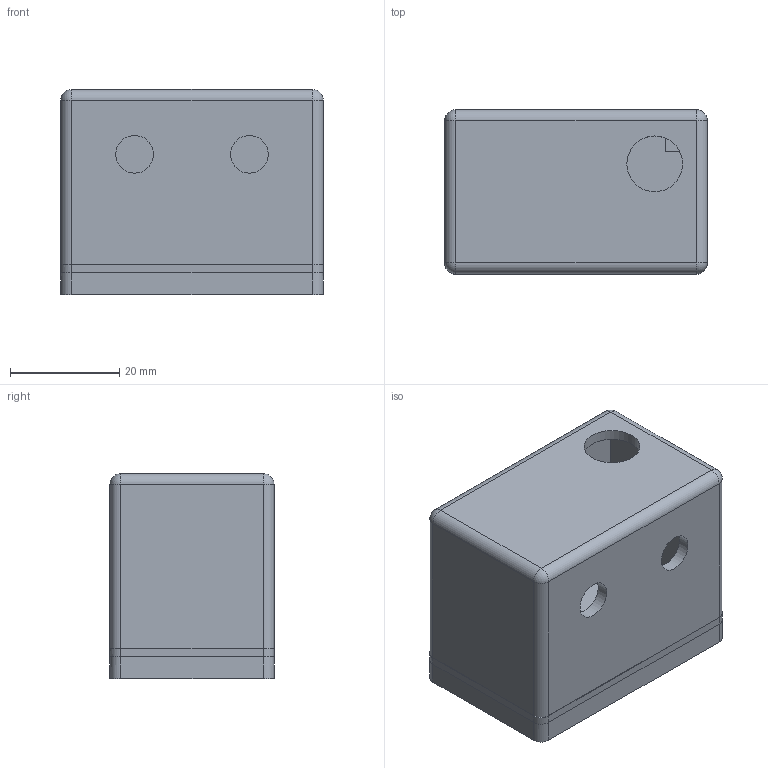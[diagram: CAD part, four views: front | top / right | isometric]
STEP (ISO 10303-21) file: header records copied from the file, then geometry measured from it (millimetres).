
FILE_DESCRIPTION(('HOOPS Exchange Step'),'2;1');
FILE_NAME('temp_export','2025-06-29T11:28:40+10:00',('ben_wang'),('Shapr3D Limited'),'HOOPS Exchange 2024.8','Shapr3D','Authorized');
FILE_SCHEMA( ('AP242_MANAGED_MODEL_BASED_3D_ENGINEERING_MIM_LF {1 0 10303 442 1 1 4}') );
Length unit declared in the file: millimetre
Products named in the file (1): root
Bounding box: 48.08 x 30.08 x 37.51 mm (x, y, z)
Volume: 18309.5 mm3; surface area: 16435.1 mm2
Topology: 6 solids, 6 shells, 98 faces, 259 edges, 172 vertices
Faces by surface type: plane 67, cylinder 27, sphere 4
Full cylindrical faces by diameter (mm): 2.2 x8, 6.9 x2, 10.2 x1
Entity records: 3105 total; most frequent: DIRECTION 531, CARTESIAN_POINT 527, ORIENTED_EDGE 510, EDGE_CURVE 255, VECTOR 179, LINE 179, AXIS2_PLACEMENT_3D 176, VERTEX_POINT 172
